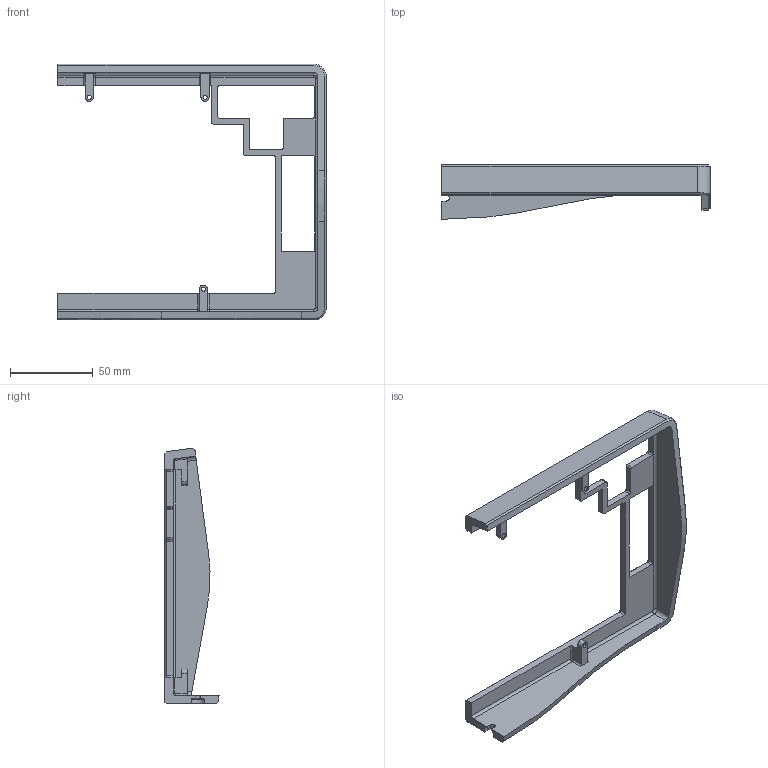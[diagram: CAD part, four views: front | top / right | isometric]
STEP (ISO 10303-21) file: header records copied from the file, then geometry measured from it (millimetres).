
FILE_DESCRIPTION (( 'STEP AP203' ), '1' );
FILE_NAME ('3DP LNA-0001-Top Plate.STEP', '2024-03-08T21:27:02', ( '' ), ( '' ), 'SwSTEP 2.0', 'SolidWorks 2023', '' );
FILE_SCHEMA (( 'CONFIG_CONTROL_DESIGN' ));
Length unit declared in the file: millimetre
Products named in the file (1): 3DP LNA-0001-Top Plate
Bounding box: 162.5 x 32.81 x 154.87 mm (x, y, z)
Volume: 68965.1 mm3; surface area: 35655.9 mm2
Topology: 1 solids, 1 shells, 232 faces, 590 edges, 361 vertices
Faces by surface type: plane 101, cylinder 76, cone 35, torus 13, bspline 7
Entity records: 7421 total; most frequent: CARTESIAN_POINT 1702, DIRECTION 1200, ORIENTED_EDGE 1176, EDGE_CURVE 588, AXIS2_PLACEMENT_3D 419, VECTOR 362, LINE 362, VERTEX_POINT 361
